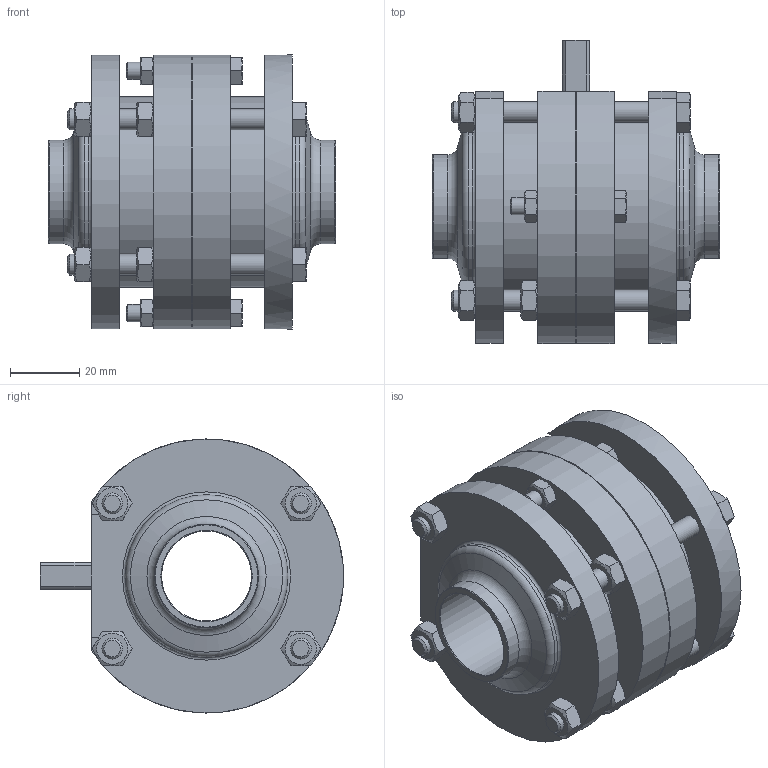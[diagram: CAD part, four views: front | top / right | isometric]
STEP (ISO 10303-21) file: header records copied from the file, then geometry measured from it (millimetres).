
FILE_DESCRIPTION( ( 'STEP AP203' ), '1' );
FILE_NAME( '9612400001.stp', '2020-07-20T11:28:19', ( 'License CC BY-ND 4.0' ), ( 'CADENAS' ), ' ', 'PARTsolutions', ' ' );
FILE_SCHEMA( ( 'CONFIG_CONTROL_DESIGN' ) );
Length unit declared in the file: millimetre
Products named in the file (4): 9612400001; _9612400001_C; _9612402416_(EPDM)L; _9612402516_(EPDM)R
Assembly tree (3 placements, depth 2):
  9612400001
    _9612400001_C
    _9612402416_(EPDM)L
    _9612402516_(EPDM)R
Bounding box: 83 x 87.6 x 79.2 mm (x, y, z)
Volume: 213682.1 mm3; surface area: 59353 mm2
Topology: 3 solids, 5 shells, 279 faces, 641 edges, 402 vertices
Faces by surface type: plane 158, cone 62, cylinder 49, torus 10
Full cylindrical faces by diameter (mm): 5 x4, 5.5 x2, 6 x10, 6.5 x8, 26 x3, 29.6 x2, 30 x2, 37 x2, 47 x2, 55 x2
Entity records: 8186 total; most frequent: CARTESIAN_POINT 2303, DIRECTION 1121, ORIENTED_EDGE 1104, EDGE_CURVE 552, AXIS2_PLACEMENT_3D 458, EDGE_LOOP 404, VERTEX_POINT 384, FACE_OUTER_BOUND 326
